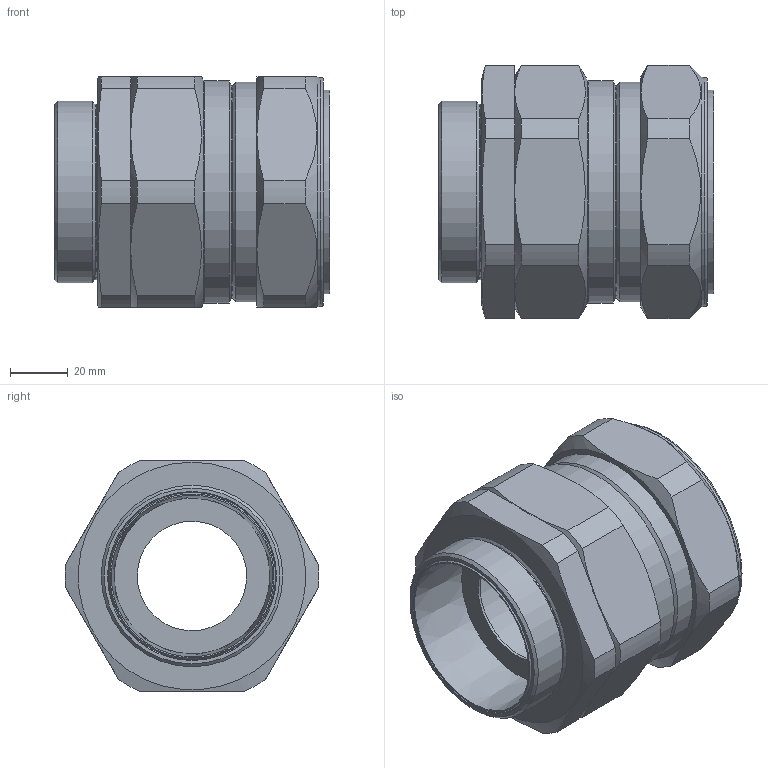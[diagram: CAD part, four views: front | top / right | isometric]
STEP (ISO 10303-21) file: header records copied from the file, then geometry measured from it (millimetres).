
FILE_DESCRIPTION (( 'STEP AP203' ), '1' );
FILE_NAME ('63PX2KREX1RA.STEP', '2020-03-18T09:17:10', ( '' ), ( '' ), 'SwSTEP 2.0', 'SolidWorks 2017', '' );
FILE_SCHEMA (( 'CONFIG_CONTROL_DESIGN' ));
Length unit declared in the file: millimetre
Products named in the file (1): 63PX2KREX1RA
Bounding box: 95.75 x 87.96 x 80 mm (x, y, z)
Surface area: 59442.1 mm2 (no closed solid volume)
Topology: 0 solids, 10 shells, 96 faces, 230 edges, 146 vertices
Faces by surface type: cone 32, plane 30, cylinder 29, torus 5
Full cylindrical faces by diameter (mm): 38 x1, 56.1 x1, 58.15 x1, 60.95 x1, 63 x1, 65.9 x1, 66 x1, 73.601 x1, 76.2 x1, 77.2 x1, 79.5 x1
Entity records: 2933 total; most frequent: CARTESIAN_POINT 817, DIRECTION 442, ORIENTED_EDGE 349, AXIS2_PLACEMENT_3D 200, EDGE_CURVE 187, EDGE_LOOP 144, VERTEX_POINT 139, FACE_OUTER_BOUND 112
